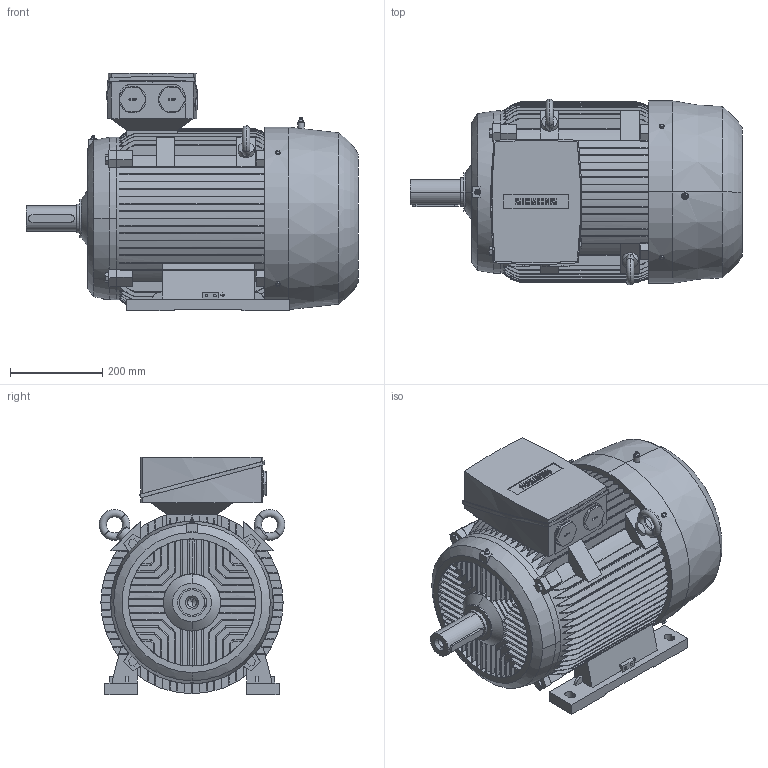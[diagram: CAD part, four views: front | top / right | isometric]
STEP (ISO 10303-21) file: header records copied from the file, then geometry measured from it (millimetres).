
FILE_DESCRIPTION(('STEP AP214'),'1');
FILE_NAME('cctmp_AB65A391-172E-4B5A-9936-4FFE9450A75C_2023_06_27_08_53_06_0692..stp','2023-06-27T06:53:07',('SIEMENS A&D'),('CADClick - www.CADClick.com'),'Spatial InterOp 3D',' ','unknown authorization');
FILE_SCHEMA(('AUTOMOTIVE_DESIGN'));
Length unit declared in the file: millimetre
Products named in the file (1): 1
Bounding box: 721 x 403.47 x 515 mm (x, y, z)
Volume: 68900722.7 mm3; surface area: 2035124.9 mm2
Topology: 1 solids, 1 shells, 1394 faces, 3930 edges, 2584 vertices
Faces by surface type: plane 840, cylinder 326, torus 188, cone 40
Entity records: 68607 total; most frequent: CARTESIAN_POINT 22399, ORIENTED_EDGE 7856, DIRECTION 6680, EDGE_CURVE 3928, VERTEX_POINT 2584, AXIS2_PLACEMENT_3D 2258, LINE 2164, VECTOR 2164
